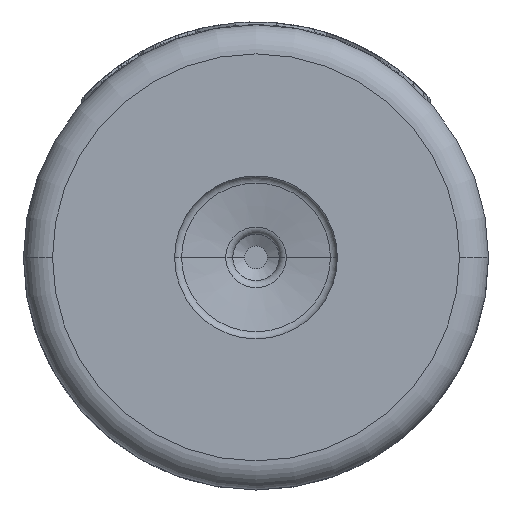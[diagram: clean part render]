
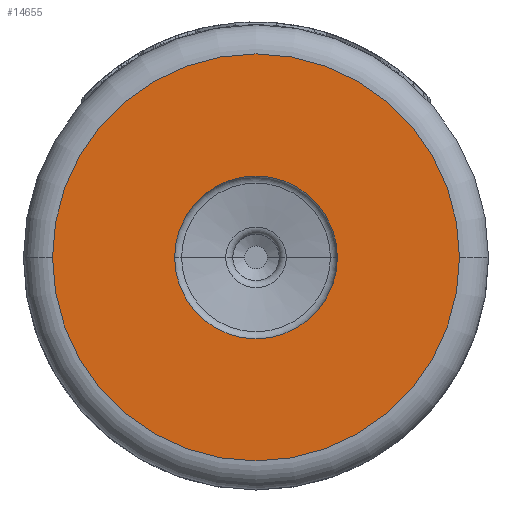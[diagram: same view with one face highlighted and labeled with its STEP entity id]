
A CAD part, front view. The second image highlights one B-rep face of the part: STEP entity #14655.
In plain terms, the highlighted planar face has unit normal (0, -1, 0).
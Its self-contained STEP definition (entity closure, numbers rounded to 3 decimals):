
#2249=CARTESIAN_POINT('',(0.,-4.,0.));
#2250=DIRECTION('',(0.,-1.,0.));
#2251=DIRECTION('',(-1.,0.,0.));
#2252=AXIS2_PLACEMENT_3D('',#2249,#2250,#2251);
#2264=CARTESIAN_POINT('',(0.,-4.,0.));
#2265=DIRECTION('',(0.,-1.,0.));
#2266=DIRECTION('',(-1.,0.,0.));
#2267=AXIS2_PLACEMENT_3D('',#2264,#2265,#2266);
#2269=CARTESIAN_POINT('',(0.,-4.,0.));
#2270=DIRECTION('',(0.,-1.,0.));
#2271=DIRECTION('',(1.,0.,0.));
#2272=AXIS2_PLACEMENT_3D('',#2269,#2270,#2271);
#2274=CARTESIAN_POINT('',(0.,-4.,0.));
#2275=DIRECTION('',(0.,-1.,0.));
#2276=DIRECTION('',(1.,0.,0.));
#2277=AXIS2_PLACEMENT_3D('',#2274,#2275,#2276);
#12161=CARTESIAN_POINT('',(-1.4,-4.,0.));
#12162=CARTESIAN_POINT('',(1.4,-4.,0.));
#12163=VERTEX_POINT('',#12161);
#12164=VERTEX_POINT('',#12162);
#12165=CARTESIAN_POINT('',(3.5,-4.,0.));
#12166=CARTESIAN_POINT('',(-3.5,-4.,0.));
#12167=VERTEX_POINT('',#12165);
#12168=VERTEX_POINT('',#12166);
#14639=CARTESIAN_POINT('',(0.,-4.,0.));
#14640=DIRECTION('',(0.,1.,0.));
#14641=DIRECTION('',(1.,0.,0.));
#14642=AXIS2_PLACEMENT_3D('',#14639,#14640,#14641);
#14643=PLANE('',#14642);
#14645=ORIENTED_EDGE('',*,*,#14644,.F.);
#14646=ORIENTED_EDGE('',*,*,#14629,.F.);
#14647=EDGE_LOOP('',(#14645,#14646));
#14648=FACE_OUTER_BOUND('',#14647,.F.);
#14650=ORIENTED_EDGE('',*,*,#14649,.T.);
#14652=ORIENTED_EDGE('',*,*,#14651,.T.);
#14653=EDGE_LOOP('',(#14650,#14652));
#14654=FACE_BOUND('',#14653,.F.);
#14655=ADVANCED_FACE('',(#14648,#14654),#14643,.F.);
#2253=CIRCLE('',#2252,3.5);
#2268=CIRCLE('',#2267,1.4);
#2273=CIRCLE('',#2272,1.4);
#2278=CIRCLE('',#2277,3.5);
#14629=EDGE_CURVE('',#12168,#12167,#2253,.T.);
#14644=EDGE_CURVE('',#12167,#12168,#2278,.T.);
#14649=EDGE_CURVE('',#12163,#12164,#2268,.T.);
#14651=EDGE_CURVE('',#12164,#12163,#2273,.T.);
